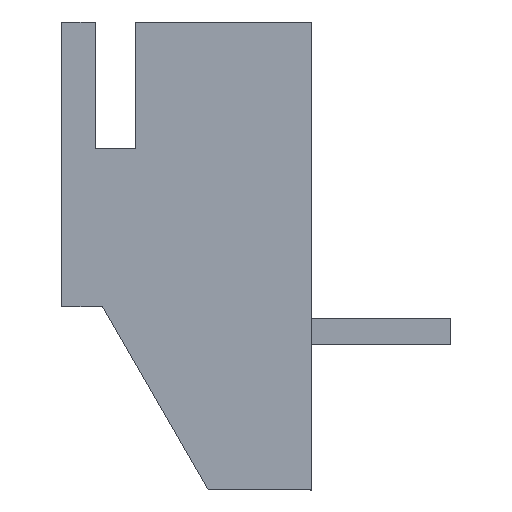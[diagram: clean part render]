
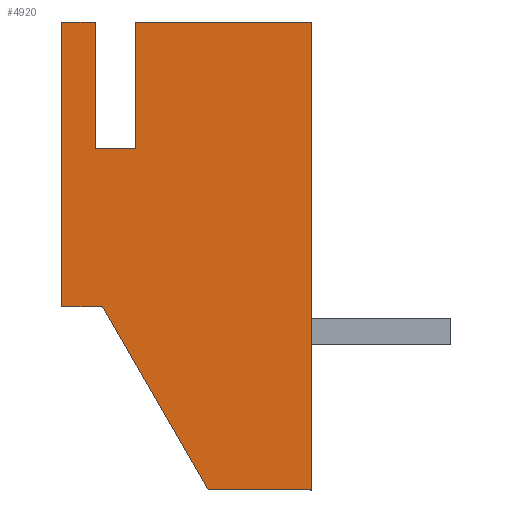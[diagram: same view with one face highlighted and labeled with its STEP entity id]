
A CAD part, left-side view. The second image highlights one B-rep face of the part: STEP entity #4920.
In plain terms, the highlighted planar face has unit normal (-1, 0, 0).
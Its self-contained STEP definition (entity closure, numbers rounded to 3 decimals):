
#26 = ORIENTED_EDGE ( 'NONE', *, *, #613, .T. ) ;
#110 = DIRECTION ( 'NONE',  ( 0., 0., -1. ) ) ;
#235 = CARTESIAN_POINT ( 'NONE',  ( -19.95, 6.15, 5.75 ) ) ;
#241 = ORIENTED_EDGE ( 'NONE', *, *, #4342, .F. ) ;
#258 = VECTOR ( 'NONE', #5405, 1000. ) ;
#531 = ORIENTED_EDGE ( 'NONE', *, *, #4218, .F. ) ;
#564 = EDGE_CURVE ( 'NONE', #5248, #4492, #4999, .T. ) ;
#594 = VECTOR ( 'NONE', #4580, 1000. ) ;
#613 = EDGE_CURVE ( 'NONE', #1651, #5991, #5375, .T. ) ;
#639 = VERTEX_POINT ( 'NONE', #2600 ) ;
#765 = LINE ( 'NONE', #5345, #2458 ) ;
#809 = EDGE_CURVE ( 'NONE', #4492, #3197, #3532, .T. ) ;
#862 = DIRECTION ( 'NONE',  ( 0., 0., -1. ) ) ;
#1002 = DIRECTION ( 'NONE',  ( 0., 0., -1. ) ) ;
#1099 = VERTEX_POINT ( 'NONE', #2257 ) ;
#1109 = VECTOR ( 'NONE', #1378, 1000. ) ;
#1198 = ORIENTED_EDGE ( 'NONE', *, *, #5558, .F. ) ;
#1266 = VECTOR ( 'NONE', #1706, 1000. ) ;
#1378 = DIRECTION ( 'NONE',  ( 0., 1., 0. ) ) ;
#1401 = EDGE_CURVE ( 'NONE', #5030, #639, #4691, .T. ) ;
#1484 = LINE ( 'NONE', #5904, #1266 ) ;
#1591 = CARTESIAN_POINT ( 'NONE',  ( -19.95, 0., 5.75 ) ) ;
#1651 = VERTEX_POINT ( 'NONE', #4533 ) ;
#1706 = DIRECTION ( 'NONE',  ( 0., -1., 0. ) ) ;
#1869 = LINE ( 'NONE', #4929, #258 ) ;
#2005 = FACE_OUTER_BOUND ( 'NONE', #2477, .T. ) ;
#2153 = DIRECTION ( 'NONE',  ( 0., -1., 0. ) ) ;
#2257 = CARTESIAN_POINT ( 'NONE',  ( -19.95, 4.325, 5.75 ) ) ;
#2273 = CARTESIAN_POINT ( 'NONE',  ( -19.95, 5.325, 5.75 ) ) ;
#2458 = VECTOR ( 'NONE', #5715, 1000. ) ;
#2477 = EDGE_LOOP ( 'NONE', ( #1198, #241, #5548, #3865, #3075, #4127, #26, #3057, #531, #3845 ) ) ;
#2484 = CARTESIAN_POINT ( 'NONE',  ( -19.95, 6.15, 5.75 ) ) ;
#2511 = VECTOR ( 'NONE', #2153, 1000. ) ;
#2543 = CARTESIAN_POINT ( 'NONE',  ( -19.95, 6.15, -1.25 ) ) ;
#2600 = CARTESIAN_POINT ( 'NONE',  ( -19.95, 0., -5.75 ) ) ;
#2680 = VERTEX_POINT ( 'NONE', #235 ) ;
#2683 = CARTESIAN_POINT ( 'NONE',  ( -19.95, 6.15, 2.65 ) ) ;
#2748 = CARTESIAN_POINT ( 'NONE',  ( -19.95, 5.325, 5.75 ) ) ;
#2772 = DIRECTION ( 'NONE',  ( 0., 0., -1. ) ) ;
#2918 = VECTOR ( 'NONE', #3854, 1000. ) ;
#3057 = ORIENTED_EDGE ( 'NONE', *, *, #3361, .F. ) ;
#3075 = ORIENTED_EDGE ( 'NONE', *, *, #5663, .T. ) ;
#3183 = LINE ( 'NONE', #5080, #1109 ) ;
#3197 = VERTEX_POINT ( 'NONE', #3928 ) ;
#3220 = CARTESIAN_POINT ( 'NONE',  ( -19.95, 5.325, 2.65 ) ) ;
#3361 = EDGE_CURVE ( 'NONE', #5527, #5991, #5402, .T. ) ;
#3532 = LINE ( 'NONE', #2683, #594 ) ;
#3776 = VECTOR ( 'NONE', #862, 1000. ) ;
#3826 = CARTESIAN_POINT ( 'NONE',  ( -19.95, 2.552, -5.75 ) ) ;
#3845 = ORIENTED_EDGE ( 'NONE', *, *, #1401, .F. ) ;
#3854 = DIRECTION ( 'NONE',  ( 0., 0.5, 0.866 ) ) ;
#3865 = ORIENTED_EDGE ( 'NONE', *, *, #564, .F. ) ;
#3887 = EDGE_CURVE ( 'NONE', #2680, #1651, #3934, .T. ) ;
#3928 = CARTESIAN_POINT ( 'NONE',  ( -19.95, 4.325, 2.65 ) ) ;
#3934 = LINE ( 'NONE', #4211, #3776 ) ;
#4127 = ORIENTED_EDGE ( 'NONE', *, *, #3887, .T. ) ;
#4211 = CARTESIAN_POINT ( 'NONE',  ( -19.95, 6.15, -1.25 ) ) ;
#4218 = EDGE_CURVE ( 'NONE', #639, #5527, #765, .T. ) ;
#4331 = PLANE ( 'NONE',  #5357 ) ;
#4342 = EDGE_CURVE ( 'NONE', #3197, #1099, #1869, .T. ) ;
#4492 = VERTEX_POINT ( 'NONE', #3220 ) ;
#4533 = CARTESIAN_POINT ( 'NONE',  ( -19.95, 6.15, -1.25 ) ) ;
#4580 = DIRECTION ( 'NONE',  ( 0., -1., 0. ) ) ;
#4691 = LINE ( 'NONE', #5708, #5133 ) ;
#4920 = ADVANCED_FACE ( 'NONE', ( #2005 ), #4331, .F. ) ;
#4929 = CARTESIAN_POINT ( 'NONE',  ( -19.95, 4.325, 5.75 ) ) ;
#4983 = CARTESIAN_POINT ( 'NONE',  ( -19.95, 2.552, -5.75 ) ) ;
#4999 = LINE ( 'NONE', #2748, #5866 ) ;
#5030 = VERTEX_POINT ( 'NONE', #1591 ) ;
#5080 = CARTESIAN_POINT ( 'NONE',  ( -19.95, 6.15, 5.75 ) ) ;
#5133 = VECTOR ( 'NONE', #1002, 1000. ) ;
#5248 = VERTEX_POINT ( 'NONE', #2273 ) ;
#5345 = CARTESIAN_POINT ( 'NONE',  ( -19.95, 6.15, -5.75 ) ) ;
#5357 = AXIS2_PLACEMENT_3D ( 'NONE', #2484, #5748, #110 ) ;
#5375 = LINE ( 'NONE', #2543, #2511 ) ;
#5402 = LINE ( 'NONE', #3826, #2918 ) ;
#5405 = DIRECTION ( 'NONE',  ( 0., 0., 1. ) ) ;
#5527 = VERTEX_POINT ( 'NONE', #4983 ) ;
#5548 = ORIENTED_EDGE ( 'NONE', *, *, #809, .F. ) ;
#5558 = EDGE_CURVE ( 'NONE', #1099, #5030, #1484, .T. ) ;
#5663 = EDGE_CURVE ( 'NONE', #5248, #2680, #3183, .T. ) ;
#5708 = CARTESIAN_POINT ( 'NONE',  ( -19.95, 0., 5.75 ) ) ;
#5715 = DIRECTION ( 'NONE',  ( 0., 1., 0. ) ) ;
#5748 = DIRECTION ( 'NONE',  ( 1., 0., 0. ) ) ;
#5777 = CARTESIAN_POINT ( 'NONE',  ( -19.95, 5.15, -1.25 ) ) ;
#5866 = VECTOR ( 'NONE', #2772, 1000. ) ;
#5904 = CARTESIAN_POINT ( 'NONE',  ( -19.95, 6.15, 5.75 ) ) ;
#5991 = VERTEX_POINT ( 'NONE', #5777 ) ;
